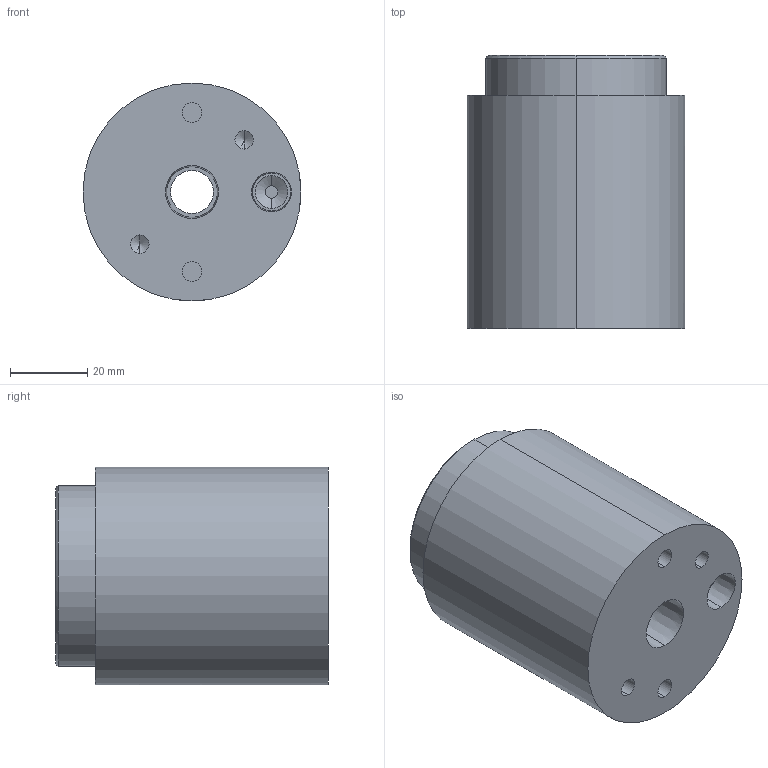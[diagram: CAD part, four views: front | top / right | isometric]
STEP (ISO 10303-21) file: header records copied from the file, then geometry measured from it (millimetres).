
FILE_DESCRIPTION (( 'STEP AP214' ), '1' );
FILE_NAME ('CTSC-002824.STEP', '2025-07-24T13:50:07', ( '' ), ( '' ), 'SwSTEP 2.0', 'SolidWorks 2023', '' );
FILE_SCHEMA (( 'AUTOMOTIVE_DESIGN' ));
Length unit declared in the file: inch
Products named in the file (1): CTSC-002824
Bounding box: 56.39 x 70.61 x 56.39 mm (x, y, z)
Volume: 139169.1 mm3; surface area: 23989.2 mm2
Topology: 2 solids, 2 shells, 103 faces, 244 edges, 153 vertices
Faces by surface type: plane 45, cylinder 36, cone 20, torus 2
Entity records: 4315 total; most frequent: CARTESIAN_POINT 677, DIRECTION 526, ORIENTED_EDGE 476, EDGE_CURVE 238, AXIS2_PLACEMENT_3D 196, VERTEX_POINT 153, VECTOR 134, LINE 134
